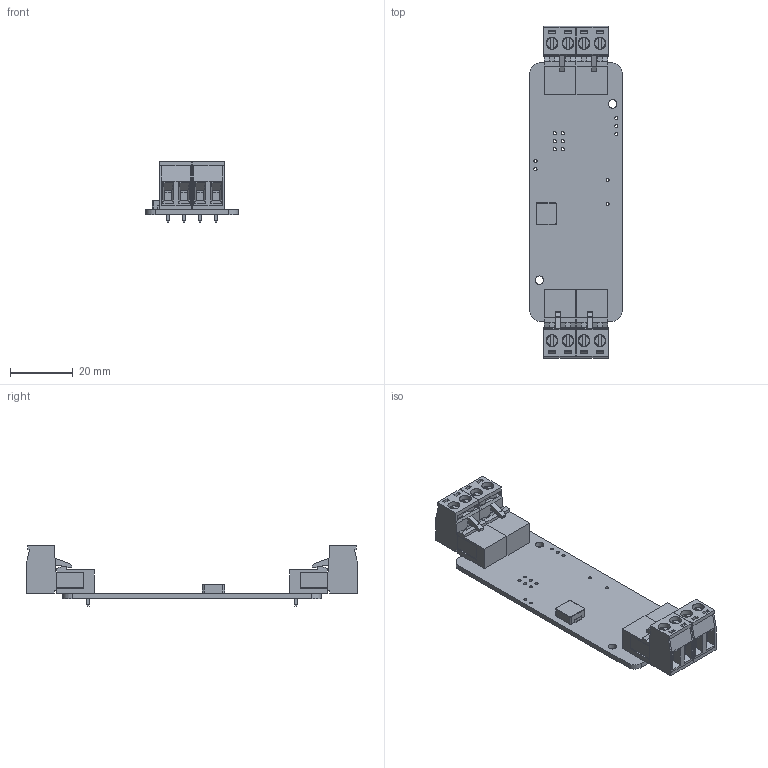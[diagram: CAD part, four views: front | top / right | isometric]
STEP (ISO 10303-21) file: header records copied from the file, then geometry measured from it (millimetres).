
FILE_DESCRIPTION(('KiCad electronic assembly'),'2;1');
FILE_NAME('LasS0.step','2021-07-10T21:42:32',('Pcbnew'),('Kicad'), 'Open CASCADE STEP processor 7.5','KiCad to STEP converter','Unknown' );
FILE_SCHEMA(('AUTOMOTIVE_DESIGN { 1 0 10303 214 1 1 1 1 }'));
Length unit declared in the file: millimetre
Products named in the file (8): LasS0 1; Cixi Kefa Elec KF2EDGR-5.08-2P; SOLID; 5.08_Terminal_2Pin_Plug; COMPOUND; Sunltech_SLO0630H
Assembly tree (13 placements, depth 3):
  LasS0 1
    Cixi Kefa Elec KF2EDGR-5.08-2P  x4
      SOLID
    5.08_Terminal_2Pin_Plug  x4
      COMPOUND
    Sunltech_SLO0630H
      COMPOUND
    COMPOUND
Bounding box: 29.3 x 105.42 x 19.28 mm (x, y, z)
Volume: 10702.8 mm3; surface area: 22164.6 mm2
Topology: 40 solids, 40 shells, 2275 faces, 6061 edges, 3934 vertices
Faces by surface type: bspline 2242, cylinder 27, plane 6
Full cylindrical faces by diameter (mm): 1 x13, 1.4 x8, 2.7 x2
Entity records: 38511 total; most frequent: CARTESIAN_POINT 16422, B_SPLINE_CURVE_WITH_KNOTS 4151, ORIENTED_EDGE 3308, PCURVE 3308, DEFINITIONAL_REPRESENTATION 3308, EDGE_CURVE 1654, SURFACE_CURVE 1609, VERTEX_POINT 1072
